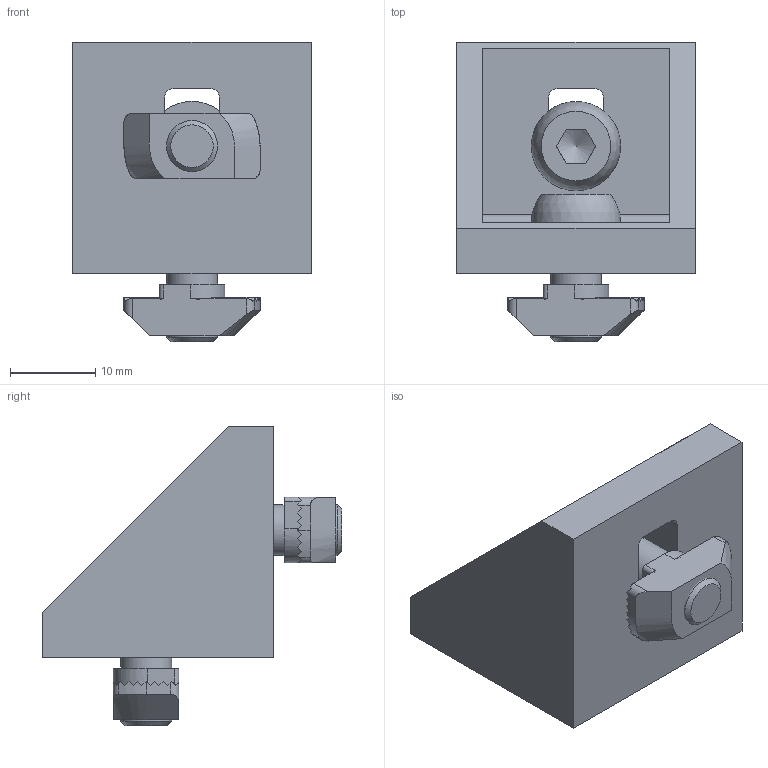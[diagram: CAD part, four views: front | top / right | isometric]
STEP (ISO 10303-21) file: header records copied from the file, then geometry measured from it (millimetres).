
FILE_DESCRIPTION(('STEP AP203'),'1');
FILE_NAME('FIXE08B1227.stp','2023-10-17T08:45:07',(' '),(' '),'Spatial InterOp 3D',' ',' ');
FILE_SCHEMA(('CONFIG_CONTROL_DESIGN'));
Length unit declared in the file: millimetre
Products named in the file (6): Kit Equerre 8 30x30x30 Al brut - P830B (sans cache); Equerre 8 30x30x30 Al brut; Kit de fixation; Vis BHC - M6x14; Ecrou tête rectangulaire 8 M6 Ht 1.5
Assembly tree (7 placements, depth 3):
  Kit Equerre 8 30x30x30 Al brut - P830B (sans cache)
    Equerre 8 30x30x30 Al brut
    Kit de fixation
      Vis BHC - M6x14
      Ecrou tête rectangulaire 8 M6 Ht 1.5
    Kit de fixation
      Vis BHC - M6x14
      Ecrou tête rectangulaire 8 M6 Ht 1.5
Bounding box: 28 x 35.2 x 35.2 mm (x, y, z)
Volume: 10704.7 mm3; surface area: 6589 mm2
Topology: 5 solids, 5 shells, 162 faces, 441 edges, 292 vertices
Faces by surface type: plane 117, cylinder 35, cone 4, bspline 4, sphere 2
Full cylindrical faces by diameter (mm): 5 x2, 6 x4
Entity records: 4445 total; most frequent: CARTESIAN_POINT 722, DIRECTION 509, ORIENTED_EDGE 502, EDGE_CURVE 251, AXIS2_PLACEMENT_3D 178, VERTEX_POINT 171, PROPERTY_DEFINITION_REPRESENTATION 165, GENERAL_PROPERTY_ASSOCIATION 165
